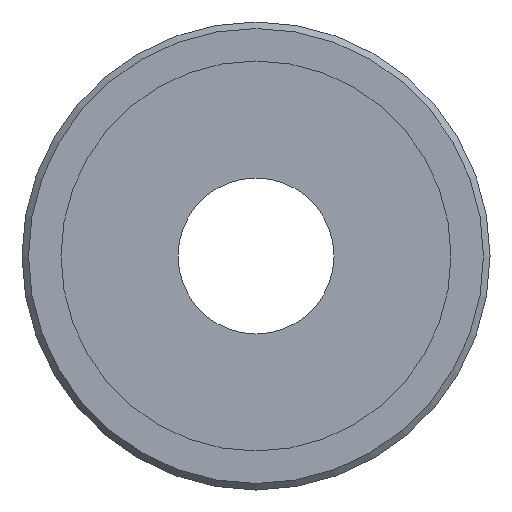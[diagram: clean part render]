
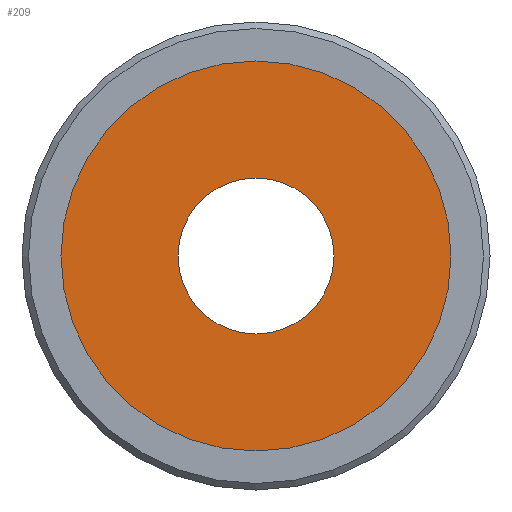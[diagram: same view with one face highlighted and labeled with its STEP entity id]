
A CAD part, front view. The second image highlights one B-rep face of the part: STEP entity #209.
In plain terms, the highlighted planar face has unit normal (0, -1, 0).
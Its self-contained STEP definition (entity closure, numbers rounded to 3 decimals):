
#21=FACE_BOUND('',#57,.T.);
#28=PLANE('',#246);
#38=FACE_OUTER_BOUND('',#56,.T.);
#56=EDGE_LOOP('',(#163));
#57=EDGE_LOOP('',(#164));
#93=CIRCLE('',#241,3.);
#95=CIRCLE('',#244,7.5);
#109=VERTEX_POINT('',#353);
#111=VERTEX_POINT('',#359);
#127=EDGE_CURVE('',#109,#109,#93,.T.);
#130=EDGE_CURVE('',#111,#111,#95,.T.);
#163=ORIENTED_EDGE('',*,*,#130,.F.);
#164=ORIENTED_EDGE('',*,*,#127,.F.);
#209=ADVANCED_FACE('',(#38,#21),#28,.F.);
#241=AXIS2_PLACEMENT_3D('',#355,#283,#284);
#244=AXIS2_PLACEMENT_3D('',#361,#290,#291);
#246=AXIS2_PLACEMENT_3D('',#363,#294,#295);
#283=DIRECTION('center_axis',(0.,-1.,0.));
#284=DIRECTION('ref_axis',(1.,0.,0.));
#290=DIRECTION('center_axis',(0.,1.,0.));
#291=DIRECTION('ref_axis',(1.,0.,0.));
#294=DIRECTION('center_axis',(0.,1.,0.));
#295=DIRECTION('ref_axis',(1.,0.,0.));
#353=CARTESIAN_POINT('',(-3.,0.,0.));
#355=CARTESIAN_POINT('Origin',(0.,0.,0.));
#359=CARTESIAN_POINT('',(-7.5,0.,0.));
#361=CARTESIAN_POINT('Origin',(0.,0.,0.));
#363=CARTESIAN_POINT('Origin',(0.,0.,0.));
